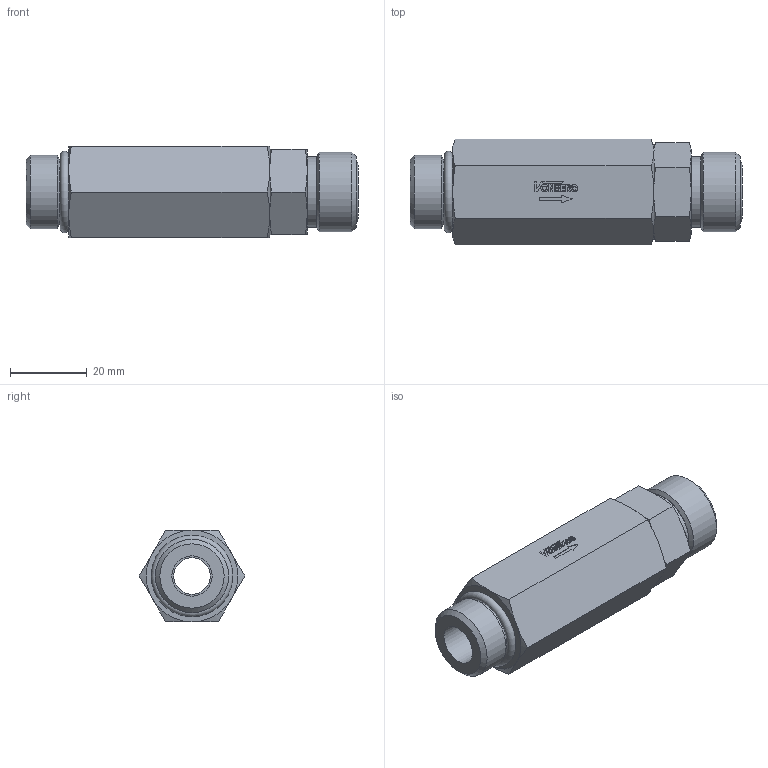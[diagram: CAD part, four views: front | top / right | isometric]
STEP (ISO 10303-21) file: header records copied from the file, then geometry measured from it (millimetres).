
FILE_DESCRIPTION((''),'2;1');
FILE_NAME('10414-808.stp','2015-01-02T15:24:46',('jml'),(''),'Autodesk Inventor 2010','Autodesk Inventor 2010','');
FILE_SCHEMA(('AUTOMOTIVE_DESIGN { 1 0 10303 214 1 1 1 1 }'));
Length unit declared in the file: inch
Products named in the file (4): 10414-808; 320030; 990162; 908 O-RING
Assembly tree (3 placements, depth 2):
  10414-808
    320030
    990162
    908 O-RING
Bounding box: 86.47 x 27.51 x 23.83 mm (x, y, z)
Volume: 29700.6 mm3; surface area: 13779.3 mm2
Topology: 4 solids, 4 shells, 171 faces, 411 edges, 266 vertices
Faces by surface type: plane 109, cone 32, cylinder 26, torus 4
Full cylindrical faces by diameter (mm): 1.044 x1, 9.5 x1, 10.49 x1, 11.278 x1, 15.85 x1, 16.815 x2, 17.323 x1, 18.263 x1, 19.05 x2, 20.625 x1
Entity records: 4914 total; most frequent: CARTESIAN_POINT 925, DIRECTION 786, ORIENTED_EDGE 774, EDGE_CURVE 387, AXIS2_PLACEMENT_3D 269, VERTEX_POINT 264, VECTOR 248, LINE 248
